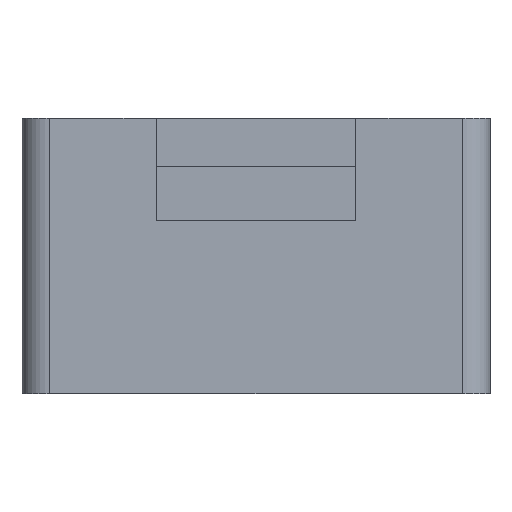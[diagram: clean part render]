
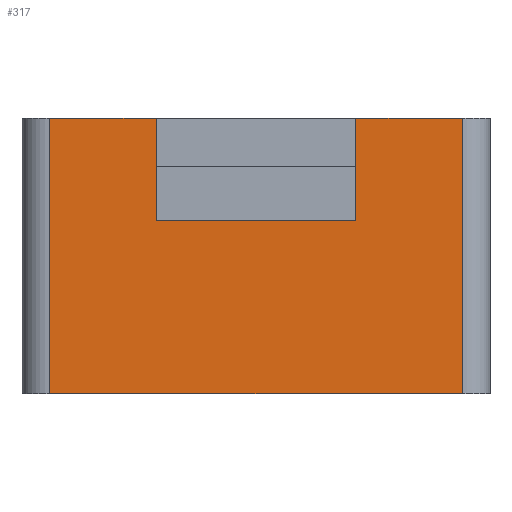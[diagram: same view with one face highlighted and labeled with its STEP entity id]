
A CAD part, front view. The second image highlights one B-rep face of the part: STEP entity #317.
In plain terms, the highlighted planar face has unit normal (0, -1, 0).
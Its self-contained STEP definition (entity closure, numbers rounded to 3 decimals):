
#96 = VERTEX_POINT('',#97);
#97 = CARTESIAN_POINT('',(-15.,-45.,20.));
#104 = EDGE_CURVE('',#105,#96,#107,.T.);
#105 = VERTEX_POINT('',#106);
#106 = CARTESIAN_POINT('',(-15.,-45.,0.));
#107 = LINE('',#108,#109);
#108 = CARTESIAN_POINT('',(-15.,-45.,0.));
#109 = VECTOR('',#110,1.);
#110 = DIRECTION('',(0.,0.,1.));
#129 = EDGE_CURVE('',#105,#130,#132,.T.);
#130 = VERTEX_POINT('',#131);
#131 = CARTESIAN_POINT('',(15.,-45.,0.));
#132 = LINE('',#133,#134);
#133 = CARTESIAN_POINT('',(-15.,-45.,0.));
#134 = VECTOR('',#135,1.);
#135 = DIRECTION('',(1.,0.,0.));
#192 = EDGE_CURVE('',#96,#193,#195,.T.);
#193 = VERTEX_POINT('',#194);
#194 = CARTESIAN_POINT('',(-7.25,-45.,20.));
#195 = LINE('',#196,#197);
#196 = CARTESIAN_POINT('',(-15.,-45.,20.));
#197 = VECTOR('',#198,1.);
#198 = DIRECTION('',(1.,0.,0.));
#249 = VERTEX_POINT('',#250);
#250 = CARTESIAN_POINT('',(7.25,-45.,20.));
#256 = EDGE_CURVE('',#249,#257,#259,.T.);
#257 = VERTEX_POINT('',#258);
#258 = CARTESIAN_POINT('',(15.,-45.,20.));
#259 = LINE('',#260,#261);
#260 = CARTESIAN_POINT('',(-15.,-45.,20.));
#261 = VECTOR('',#262,1.);
#262 = DIRECTION('',(1.,0.,0.));
#317 = ADVANCED_FACE('',(#318),#352,.F.);
#318 = FACE_BOUND('',#319,.F.);
#319 = EDGE_LOOP('',(#320,#321,#322,#323,#331,#339,#345,#346));
#320 = ORIENTED_EDGE('',*,*,#129,.F.);
#321 = ORIENTED_EDGE('',*,*,#104,.T.);
#322 = ORIENTED_EDGE('',*,*,#192,.T.);
#323 = ORIENTED_EDGE('',*,*,#324,.T.);
#324 = EDGE_CURVE('',#193,#325,#327,.T.);
#325 = VERTEX_POINT('',#326);
#326 = CARTESIAN_POINT('',(-7.25,-45.,12.56));
#327 = LINE('',#328,#329);
#328 = CARTESIAN_POINT('',(-7.25,-45.,20.));
#329 = VECTOR('',#330,1.);
#330 = DIRECTION('',(0.,0.,-1.));
#331 = ORIENTED_EDGE('',*,*,#332,.T.);
#332 = EDGE_CURVE('',#325,#333,#335,.T.);
#333 = VERTEX_POINT('',#334);
#334 = CARTESIAN_POINT('',(7.25,-45.,12.56));
#335 = LINE('',#336,#337);
#336 = CARTESIAN_POINT('',(-7.25,-45.,12.56));
#337 = VECTOR('',#338,1.);
#338 = DIRECTION('',(1.,0.,0.));
#339 = ORIENTED_EDGE('',*,*,#340,.T.);
#340 = EDGE_CURVE('',#333,#249,#341,.T.);
#341 = LINE('',#342,#343);
#342 = CARTESIAN_POINT('',(7.25,-45.,12.56));
#343 = VECTOR('',#344,1.);
#344 = DIRECTION('',(0.,0.,1.));
#345 = ORIENTED_EDGE('',*,*,#256,.T.);
#346 = ORIENTED_EDGE('',*,*,#347,.F.);
#347 = EDGE_CURVE('',#130,#257,#348,.T.);
#348 = LINE('',#349,#350);
#349 = CARTESIAN_POINT('',(15.,-45.,0.));
#350 = VECTOR('',#351,1.);
#351 = DIRECTION('',(0.,0.,1.));
#352 = PLANE('',#353);
#353 = AXIS2_PLACEMENT_3D('',#354,#355,#356);
#354 = CARTESIAN_POINT('',(-15.,-45.,0.));
#355 = DIRECTION('',(0.,1.,0.));
#356 = DIRECTION('',(1.,0.,0.));
